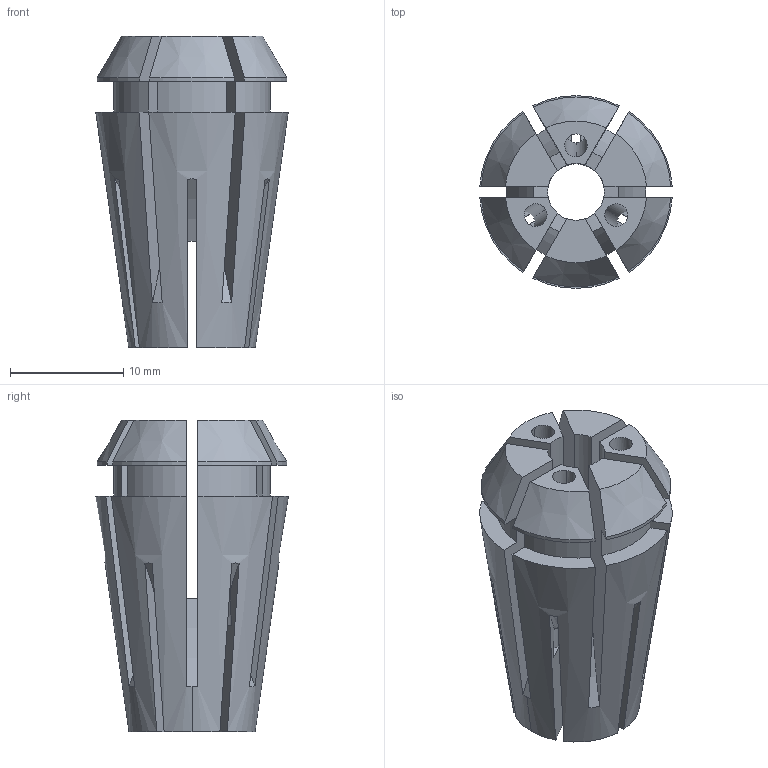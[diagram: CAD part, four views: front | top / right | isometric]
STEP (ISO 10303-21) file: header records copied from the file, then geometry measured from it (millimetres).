
FILE_DESCRIPTION (( 'STEP AP203' ), '1' );
FILE_NAME ('STP-5250-112-016-005-0(04417-05).STEP', '2022-08-02T08:47:36', ( '' ), ( '' ), 'SwSTEP 2.0', 'SolidWorks 2017', '' );
FILE_SCHEMA (( 'CONFIG_CONTROL_DESIGN' ));
Length unit declared in the file: millimetre
Products named in the file (1): STP-5250-112-016-005-0(04417-05)
Bounding box: 16.97 x 17 x 27.5 mm (x, y, z)
Volume: 2910.2 mm3; surface area: 3672.1 mm2
Topology: 1 solids, 1 shells, 106 faces, 327 edges, 218 vertices
Faces by surface type: plane 54, cylinder 44, cone 8
Entity records: 3962 total; most frequent: CARTESIAN_POINT 1008, ORIENTED_EDGE 654, DIRECTION 571, EDGE_CURVE 327, AXIS2_PLACEMENT_3D 219, VERTEX_POINT 218, VECTOR 133, LINE 133
